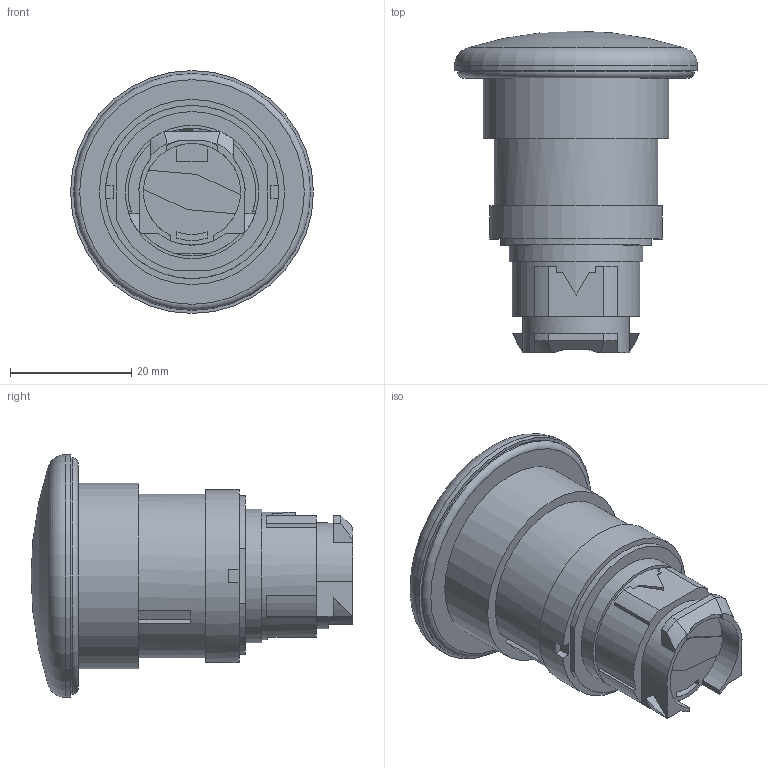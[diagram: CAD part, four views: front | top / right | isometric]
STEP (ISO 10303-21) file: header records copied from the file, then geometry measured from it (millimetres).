
FILE_DESCRIPTION (( 'STEP AP203' ), '1' );
FILE_NAME ('xb2-bc42.ÃÌ Êíîïêà BC42 ãðèáîê êðàñíàÿ NC EKF PROxima.STEP', '2025-07-14T10:05:18', ( '' ), ( '' ), 'SwSTEP 2.0', 'SolidWorks 2021', '' );
FILE_SCHEMA (( 'CONFIG_CONTROL_DESIGN' ));
Length unit declared in the file: millimetre
Products named in the file (1): xb2-bc42.ÃÌ Êíîïêà BC42 ãðèáîê êðàñíàÿ NC EKF PROxima
Bounding box: 40 x 53 x 40 mm (x, y, z)
Volume: 29594.9 mm3; surface area: 7473.9 mm2
Topology: 1 solids, 1 shells, 109 faces, 289 edges, 189 vertices
Faces by surface type: plane 79, cylinder 25, cone 2, torus 2, sphere 1
Full cylindrical faces by diameter (mm): 21 x1, 22 x1, 27 x1, 28.5 x1, 30.5 x1, 39 x1, 40 x1
Entity records: 3352 total; most frequent: CARTESIAN_POINT 596, DIRECTION 563, ORIENTED_EDGE 546, EDGE_CURVE 273, AXIS2_PLACEMENT_3D 190, LINE 183, VERTEX_POINT 183, VECTOR 183
